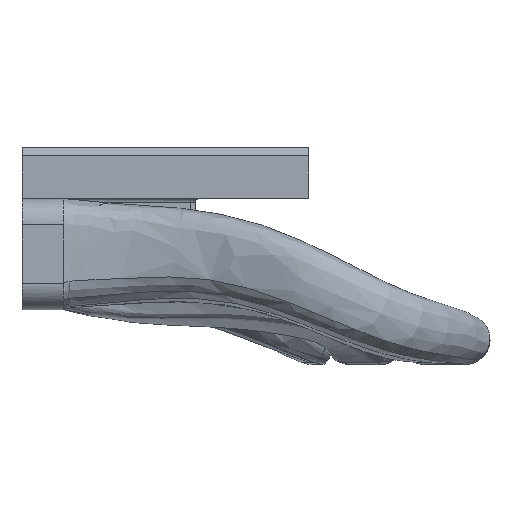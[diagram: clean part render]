
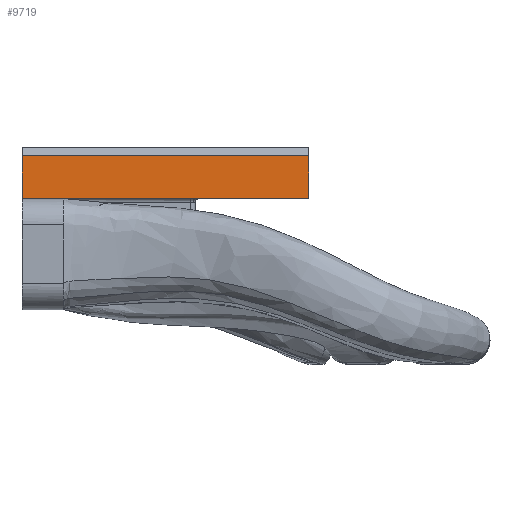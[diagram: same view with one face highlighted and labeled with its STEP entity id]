
A CAD part, left-side view. The second image highlights one B-rep face of the part: STEP entity #9719.
In plain terms, the highlighted planar face has unit normal (-1, 0, 0).
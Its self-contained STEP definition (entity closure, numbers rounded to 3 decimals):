
#391=PLANE('',#10314);
#670=FACE_OUTER_BOUND('',#1235,.T.);
#1235=EDGE_LOOP('',(#7370,#7371,#7372,#7373,#7374));
#2084=LINE('',#16948,#2658);
#2169=LINE('',#19284,#2743);
#2199=LINE('',#19547,#2773);
#2229=LINE('',#19804,#2803);
#2232=LINE('',#20481,#2806);
#2658=VECTOR('',#11092,10.);
#2743=VECTOR('',#11425,10.);
#2773=VECTOR('',#11471,10.);
#2803=VECTOR('',#11561,10.);
#2806=VECTOR('',#11580,10.);
#3888=VERTEX_POINT('',#16945);
#3889=VERTEX_POINT('',#16947);
#4024=VERTEX_POINT('',#19215);
#4063=VERTEX_POINT('',#19544);
#4064=VERTEX_POINT('',#19546);
#4984=EDGE_CURVE('',#3888,#3889,#2084,.T.);
#5197=EDGE_CURVE('',#4024,#3889,#2169,.T.);
#5239=EDGE_CURVE('',#4064,#4063,#2199,.T.);
#5304=EDGE_CURVE('',#4064,#3888,#2229,.T.);
#5324=EDGE_CURVE('',#4024,#4063,#2232,.T.);
#7370=ORIENTED_EDGE('',*,*,#5304,.F.);
#7371=ORIENTED_EDGE('',*,*,#5239,.T.);
#7372=ORIENTED_EDGE('',*,*,#5324,.F.);
#7373=ORIENTED_EDGE('',*,*,#5197,.T.);
#7374=ORIENTED_EDGE('',*,*,#4984,.F.);
#9719=ADVANCED_FACE('',(#670),#391,.T.);
#10314=AXIS2_PLACEMENT_3D('',#20480,#11578,#11579);
#11092=DIRECTION('',(0.,-1.,0.));
#11425=DIRECTION('',(0.,0.,1.));
#11471=DIRECTION('',(0.,-1.,0.));
#11561=DIRECTION('',(0.,0.,1.));
#11578=DIRECTION('center_axis',(-1.,0.,0.));
#11579=DIRECTION('ref_axis',(0.,-1.,0.));
#11580=DIRECTION('',(0.,0.,-1.));
#16945=CARTESIAN_POINT('',(-22.,19.781,-20.84));
#16947=CARTESIAN_POINT('',(-22.,14.581,-20.84));
#16948=CARTESIAN_POINT('',(-22.,20.781,-20.84));
#19215=CARTESIAN_POINT('',(-22.,14.581,-34.587));
#19284=CARTESIAN_POINT('',(-22.,14.581,-55.64));
#19544=CARTESIAN_POINT('',(-22.,14.581,-55.64));
#19546=CARTESIAN_POINT('',(-22.,19.781,-55.64));
#19547=CARTESIAN_POINT('',(-22.,20.781,-55.64));
#19804=CARTESIAN_POINT('',(-22.,19.781,-55.64));
#20480=CARTESIAN_POINT('Origin',(-22.,20.781,-55.64));
#20481=CARTESIAN_POINT('',(-22.,14.581,-55.64));
